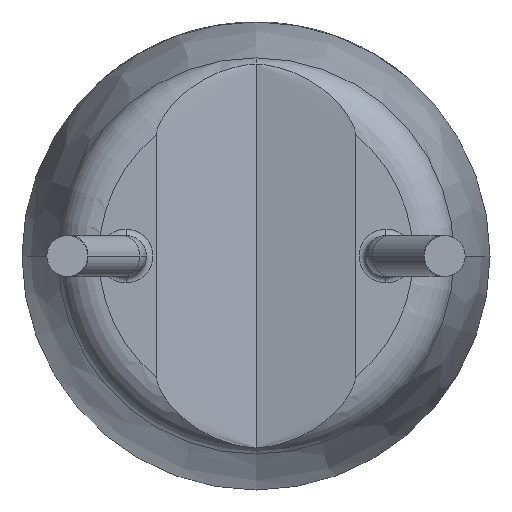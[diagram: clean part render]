
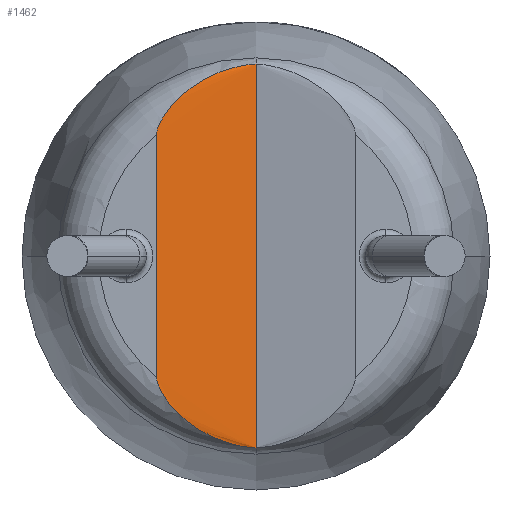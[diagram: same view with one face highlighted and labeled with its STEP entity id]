
A CAD part, front view. The second image highlights one B-rep face of the part: STEP entity #1462.
In plain terms, the highlighted free-form (B-spline) face has degree [3, 1] with [4, 2] control points.
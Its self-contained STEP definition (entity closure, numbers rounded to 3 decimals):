
#23 = CARTESIAN_POINT ( 'NONE',  ( 0., 0.25, 2.582 ) ) ;
#128 = CARTESIAN_POINT ( 'NONE',  ( -1.338, 0., -1.639 ) ) ;
#349 = CARTESIAN_POINT ( 'NONE',  ( -0.359, 0.203, -2.523 ) ) ;
#351 = CARTESIAN_POINT ( 'NONE',  ( -0.074, 0.248, 2.58 ) ) ;
#360 = B_SPLINE_CURVE_WITH_KNOTS ( 'NONE', 3,
 ( #2903, #1778, #668, #2165, #3608, #4693, #2194, #4344, #2545, #3280, #4013, #349, #3633, #4725, #679, #2913 ),
 .UNSPECIFIED., .F., .F.,
 ( 4, 2, 2, 2, 2, 2, 2, 4 ),
 ( 0., 0., 0., 0., 0.001, 0.001, 0.002, 0.002 ),
 .UNSPECIFIED. ) ;
#385 = FACE_OUTER_BOUND ( 'NONE', #3998, .T. ) ;
#541 = CARTESIAN_POINT ( 'NONE',  ( 0., 0.25, 2.613 ) ) ;
#565 = LINE ( 'NONE', #1682, #4507 ) ;
#666 = EDGE_CURVE ( 'NONE', #1282, #818, #360, .T. ) ;
#668 = CARTESIAN_POINT ( 'NONE',  ( -1.326, 0.002, -1.712 ) ) ;
#679 = CARTESIAN_POINT ( 'NONE',  ( -0.074, 0.248, -2.58 ) ) ;
#741 = CARTESIAN_POINT ( 'NONE',  ( -1.283, 0.01, 1.814 ) ) ;
#818 = VERTEX_POINT ( 'NONE', #1415 ) ;
#911 = CARTESIAN_POINT ( 'NONE',  ( -1.338, 0., -2.613 ) ) ;
#949 = EDGE_CURVE ( 'NONE', #818, #2222, #565, .T. ) ;
#977 = ORIENTED_EDGE ( 'NONE', *, *, #666, .T. ) ;
#997 = DIRECTION ( 'NONE',  ( 0., 0., 1. ) ) ;
#1046 = VECTOR ( 'NONE', #3660, 1000. ) ;
#1080 = CARTESIAN_POINT ( 'NONE',  ( -0.359, 0.203, 2.523 ) ) ;
#1282 = VERTEX_POINT ( 'NONE', #128 ) ;
#1415 = CARTESIAN_POINT ( 'NONE',  ( 0., 0.25, -2.582 ) ) ;
#1462 = ADVANCED_FACE ( 'NONE', ( #385 ), #3560, .F. ) ;
#1473 = CARTESIAN_POINT ( 'NONE',  ( -1.184, 0.029, 1.969 ) ) ;
#1549 = LINE ( 'NONE', #2221, #1046 ) ;
#1682 = CARTESIAN_POINT ( 'NONE',  ( 0., 0.25, -3.15 ) ) ;
#1778 = CARTESIAN_POINT ( 'NONE',  ( -1.338, 0., -1.677 ) ) ;
#1796 = CARTESIAN_POINT ( 'NONE',  ( -0.933, 0.084, 2.231 ) ) ;
#1996 = CARTESIAN_POINT ( 'NONE',  ( -0.312, 0.24, 2.613 ) ) ;
#2124 = CARTESIAN_POINT ( 'NONE',  ( -1.338, 0., 1.639 ) ) ;
#2165 = CARTESIAN_POINT ( 'NONE',  ( -1.299, 0.007, -1.781 ) ) ;
#2180 = CARTESIAN_POINT ( 'NONE',  ( -1.043, 0.059, 2.135 ) ) ;
#2194 = CARTESIAN_POINT ( 'NONE',  ( -1.185, 0.029, -1.968 ) ) ;
#2221 = CARTESIAN_POINT ( 'NONE',  ( -1.338, 0., -3.15 ) ) ;
#2222 = VERTEX_POINT ( 'NONE', #3327 ) ;
#2386 = CARTESIAN_POINT ( 'NONE',  ( -1.338, 0., 2.613 ) ) ;
#2404 = CARTESIAN_POINT ( 'NONE',  ( -1.028, 0.053, -2.613 ) ) ;
#2506 = VERTEX_POINT ( 'NONE', #2124 ) ;
#2531 = CARTESIAN_POINT ( 'NONE',  ( -0.146, 0.238, 2.571 ) ) ;
#2545 = CARTESIAN_POINT ( 'NONE',  ( -0.934, 0.084, -2.229 ) ) ;
#2548 = CARTESIAN_POINT ( 'NONE',  ( -1.338, 0., 1.639 ) ) ;
#2578 = CARTESIAN_POINT ( 'NONE',  ( -1.228, 0.021, 1.91 ) ) ;
#2903 = CARTESIAN_POINT ( 'NONE',  ( -1.338, 0., -1.639 ) ) ;
#2913 = CARTESIAN_POINT ( 'NONE',  ( 0., 0.25, -2.582 ) ) ;
#2989 = EDGE_CURVE ( 'NONE', #1282, #2506, #1549, .T. ) ;
#3265 = CARTESIAN_POINT ( 'NONE',  ( -0.288, 0.216, 2.542 ) ) ;
#3280 = CARTESIAN_POINT ( 'NONE',  ( -0.694, 0.136, -2.389 ) ) ;
#3301 = CARTESIAN_POINT ( 'NONE',  ( -1.326, 0.002, 1.712 ) ) ;
#3327 = CARTESIAN_POINT ( 'NONE',  ( 0., 0.25, 2.582 ) ) ;
#3543 = ORIENTED_EDGE ( 'NONE', *, *, #3854, .T. ) ;
#3560 = B_SPLINE_SURFACE_WITH_KNOTS ( 'NONE', 3, 1, ( 
 ( #4577, #541 ),
 ( #4181, #1996 ),
 ( #2404, #4562 ),
 ( #911, #2386 ) ),
 .UNSPECIFIED., .F., .F., .F.,
 ( 4, 4 ),
 ( 2, 2 ),
 ( 0., 1. ),
 ( 0., 1. ),
 .UNSPECIFIED. ) ;
#3608 = CARTESIAN_POINT ( 'NONE',  ( -1.283, 0.01, -1.814 ) ) ;
#3633 = CARTESIAN_POINT ( 'NONE',  ( -0.289, 0.216, -2.542 ) ) ;
#3634 = ORIENTED_EDGE ( 'NONE', *, *, #949, .T. ) ;
#3636 = CARTESIAN_POINT ( 'NONE',  ( -0.564, 0.164, 2.453 ) ) ;
#3660 = DIRECTION ( 'NONE',  ( 0., 0., 1. ) ) ;
#3854 = EDGE_CURVE ( 'NONE', #2222, #2506, #4342, .T. ) ;
#3998 = EDGE_LOOP ( 'NONE', ( #977, #3634, #3543, #4144 ) ) ;
#4013 = CARTESIAN_POINT ( 'NONE',  ( -0.564, 0.164, -2.453 ) ) ;
#4144 = ORIENTED_EDGE ( 'NONE', *, *, #2989, .F. ) ;
#4181 = CARTESIAN_POINT ( 'NONE',  ( -0.312, 0.24, -2.613 ) ) ;
#4331 = CARTESIAN_POINT ( 'NONE',  ( -1.338, 0., 1.676 ) ) ;
#4342 = B_SPLINE_CURVE_WITH_KNOTS ( 'NONE', 3,
 ( #23, #351, #2531, #3265, #1080, #3636, #4345, #1796, #2180, #1473, #2578, #741, #4743, #3301, #4331, #2548 ),
 .UNSPECIFIED., .F., .F.,
 ( 4, 2, 2, 2, 2, 2, 2, 4 ),
 ( 0., 0., 0., 0.001, 0.001, 0.002, 0.002, 0.002 ),
 .UNSPECIFIED. ) ;
#4344 = CARTESIAN_POINT ( 'NONE',  ( -1.043, 0.059, -2.135 ) ) ;
#4345 = CARTESIAN_POINT ( 'NONE',  ( -0.692, 0.136, 2.39 ) ) ;
#4507 = VECTOR ( 'NONE', #997, 1000. ) ;
#4562 = CARTESIAN_POINT ( 'NONE',  ( -1.028, 0.053, 2.613 ) ) ;
#4577 = CARTESIAN_POINT ( 'NONE',  ( 0., 0.25, -2.613 ) ) ;
#4693 = CARTESIAN_POINT ( 'NONE',  ( -1.228, 0.02, -1.909 ) ) ;
#4725 = CARTESIAN_POINT ( 'NONE',  ( -0.146, 0.238, -2.571 ) ) ;
#4743 = CARTESIAN_POINT ( 'NONE',  ( -1.299, 0.007, 1.781 ) ) ;
